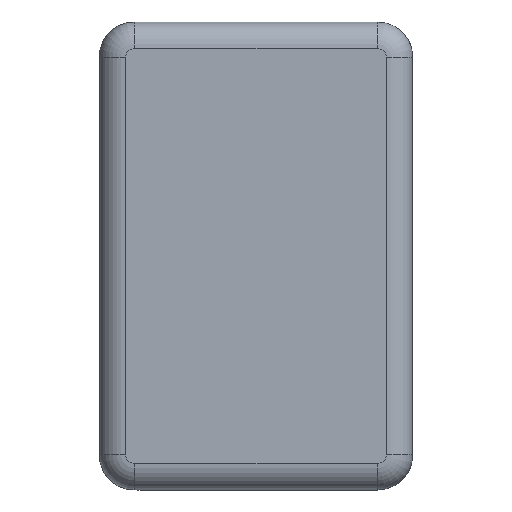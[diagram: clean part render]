
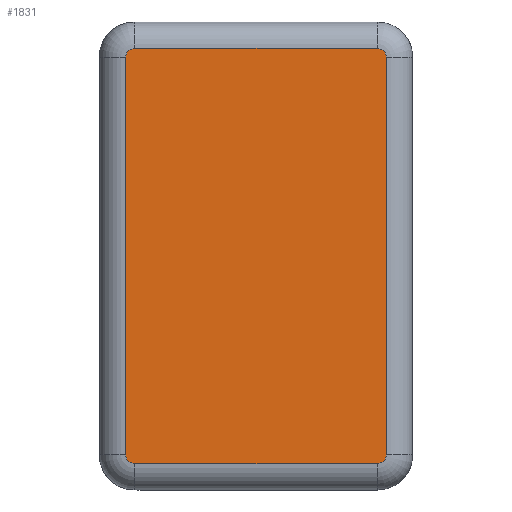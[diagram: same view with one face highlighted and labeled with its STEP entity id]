
A CAD part, left-side view. The second image highlights one B-rep face of the part: STEP entity #1831.
In plain terms, the highlighted planar face has unit normal (-1, 0, 0).
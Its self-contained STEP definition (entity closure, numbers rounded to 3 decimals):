
#6 = AXIS2_PLACEMENT_3D ( 'NONE', #836, #2880, #87 ) ;
#45 = VERTEX_POINT ( 'NONE', #1750 ) ;
#87 = DIRECTION ( 'NONE',  ( 0., 0., 1. ) ) ;
#91 = VERTEX_POINT ( 'NONE', #474 ) ;
#120 = DIRECTION ( 'NONE',  ( 0., 1., 0. ) ) ;
#121 = CARTESIAN_POINT ( 'NONE',  ( -0.5, 0.04, -0.225 ) ) ;
#175 = DIRECTION ( 'NONE',  ( 0., 0., 1. ) ) ;
#338 = VECTOR ( 'NONE', #638, 1000. ) ;
#365 = LINE ( 'NONE', #1382, #2638 ) ;
#459 = CARTESIAN_POINT ( 'NONE',  ( -0.5, 0.04, 0.225 ) ) ;
#474 = CARTESIAN_POINT ( 'NONE',  ( -0.5, 0.315, 0.235 ) ) ;
#493 = VECTOR ( 'NONE', #2662, 1000. ) ;
#598 = VERTEX_POINT ( 'NONE', #3279 ) ;
#599 = CARTESIAN_POINT ( 'NONE',  ( -0.5, 0.04, -0.235 ) ) ;
#623 = LINE ( 'NONE', #1674, #338 ) ;
#638 = DIRECTION ( 'NONE',  ( 0., 0., -1. ) ) ;
#818 = CIRCLE ( 'NONE', #2599, 0.01 ) ;
#836 = CARTESIAN_POINT ( 'NONE',  ( -0.5, 0.315, -0.225 ) ) ;
#871 = CIRCLE ( 'NONE', #2974, 0.01 ) ;
#877 = DIRECTION ( 'NONE',  ( 0., 0., 1. ) ) ;
#924 = AXIS2_PLACEMENT_3D ( 'NONE', #1863, #1846, #877 ) ;
#1021 = CARTESIAN_POINT ( 'NONE',  ( -0.5, 0.315, -0.235 ) ) ;
#1060 = LINE ( 'NONE', #599, #3247 ) ;
#1073 = EDGE_CURVE ( 'NONE', #45, #2349, #1458, .T. ) ;
#1107 = DIRECTION ( 'NONE',  ( 0., -1., 0. ) ) ;
#1130 = EDGE_CURVE ( 'NONE', #1555, #91, #365, .T. ) ;
#1193 = PLANE ( 'NONE',  #1531 ) ;
#1197 = ORIENTED_EDGE ( 'NONE', *, *, #1130, .T. ) ;
#1382 = CARTESIAN_POINT ( 'NONE',  ( -0.5, 0.04, 0.235 ) ) ;
#1458 = CIRCLE ( 'NONE', #6, 0.01 ) ;
#1495 = VERTEX_POINT ( 'NONE', #1626 ) ;
#1531 = AXIS2_PLACEMENT_3D ( 'NONE', #459, #2059, #2266 ) ;
#1555 = VERTEX_POINT ( 'NONE', #2454 ) ;
#1626 = CARTESIAN_POINT ( 'NONE',  ( -0.5, 0.04, -0.235 ) ) ;
#1630 = LINE ( 'NONE', #1648, #493 ) ;
#1648 = CARTESIAN_POINT ( 'NONE',  ( -0.5, 0.03, 0.225 ) ) ;
#1667 = VERTEX_POINT ( 'NONE', #1793 ) ;
#1671 = DIRECTION ( 'NONE',  ( -1., 0., 0. ) ) ;
#1674 = CARTESIAN_POINT ( 'NONE',  ( -0.5, 0.325, 0.225 ) ) ;
#1750 = CARTESIAN_POINT ( 'NONE',  ( -0.5, 0.325, -0.225 ) ) ;
#1793 = CARTESIAN_POINT ( 'NONE',  ( -0.5, 0.325, 0.225 ) ) ;
#1831 = ADVANCED_FACE ( 'NONE', ( #2704 ), #1193, .T. ) ;
#1846 = DIRECTION ( 'NONE',  ( -1., 0., 0. ) ) ;
#1863 = CARTESIAN_POINT ( 'NONE',  ( -0.5, 0.04, 0.225 ) ) ;
#1929 = EDGE_CURVE ( 'NONE', #2349, #1495, #1060, .T. ) ;
#2059 = DIRECTION ( 'NONE',  ( -1., 0., 0. ) ) ;
#2062 = ORIENTED_EDGE ( 'NONE', *, *, #2718, .T. ) ;
#2065 = EDGE_CURVE ( 'NONE', #598, #3094, #1630, .T. ) ;
#2119 = EDGE_CURVE ( 'NONE', #3094, #1555, #3081, .T. ) ;
#2213 = ORIENTED_EDGE ( 'NONE', *, *, #2440, .T. ) ;
#2228 = EDGE_CURVE ( 'NONE', #1495, #598, #871, .T. ) ;
#2245 = EDGE_LOOP ( 'NONE', ( #2583, #2886, #2737, #1197, #2062, #2213, #2701, #2282 ) ) ;
#2266 = DIRECTION ( 'NONE',  ( 0., 0., -1. ) ) ;
#2282 = ORIENTED_EDGE ( 'NONE', *, *, #1929, .T. ) ;
#2305 = CARTESIAN_POINT ( 'NONE',  ( -0.5, 0.03, 0.225 ) ) ;
#2349 = VERTEX_POINT ( 'NONE', #1021 ) ;
#2440 = EDGE_CURVE ( 'NONE', #1667, #45, #623, .T. ) ;
#2454 = CARTESIAN_POINT ( 'NONE',  ( -0.5, 0.04, 0.235 ) ) ;
#2583 = ORIENTED_EDGE ( 'NONE', *, *, #2228, .T. ) ;
#2599 = AXIS2_PLACEMENT_3D ( 'NONE', #2932, #1671, #2685 ) ;
#2638 = VECTOR ( 'NONE', #120, 1000. ) ;
#2662 = DIRECTION ( 'NONE',  ( 0., 0., 1. ) ) ;
#2685 = DIRECTION ( 'NONE',  ( 0., 0., 1. ) ) ;
#2701 = ORIENTED_EDGE ( 'NONE', *, *, #1073, .T. ) ;
#2704 = FACE_OUTER_BOUND ( 'NONE', #2245, .T. ) ;
#2718 = EDGE_CURVE ( 'NONE', #91, #1667, #818, .T. ) ;
#2731 = DIRECTION ( 'NONE',  ( -1., 0., 0. ) ) ;
#2737 = ORIENTED_EDGE ( 'NONE', *, *, #2119, .T. ) ;
#2880 = DIRECTION ( 'NONE',  ( -1., 0., 0. ) ) ;
#2886 = ORIENTED_EDGE ( 'NONE', *, *, #2065, .T. ) ;
#2932 = CARTESIAN_POINT ( 'NONE',  ( -0.5, 0.315, 0.225 ) ) ;
#2974 = AXIS2_PLACEMENT_3D ( 'NONE', #121, #2731, #175 ) ;
#3081 = CIRCLE ( 'NONE', #924, 0.01 ) ;
#3094 = VERTEX_POINT ( 'NONE', #2305 ) ;
#3247 = VECTOR ( 'NONE', #1107, 1000. ) ;
#3279 = CARTESIAN_POINT ( 'NONE',  ( -0.5, 0.03, -0.225 ) ) ;
